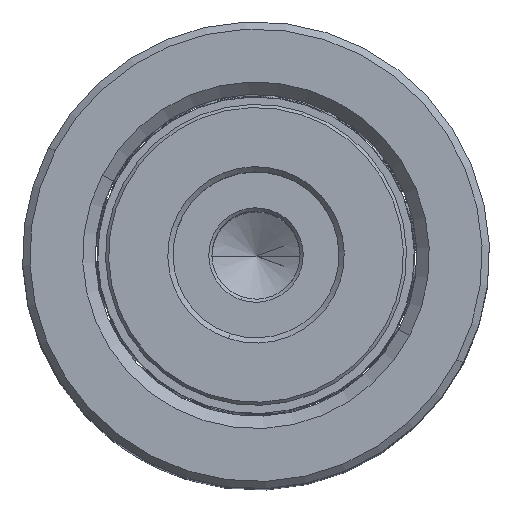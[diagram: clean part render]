
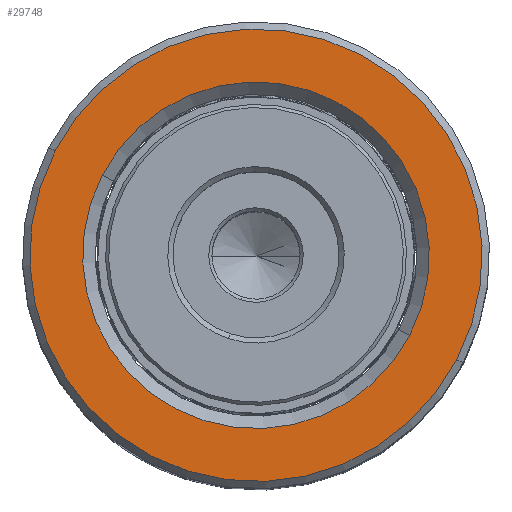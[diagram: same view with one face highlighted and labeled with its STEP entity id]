
A CAD part, top view. The second image highlights one B-rep face of the part: STEP entity #29748.
In plain terms, the highlighted planar face has unit normal (0, 0, 1).
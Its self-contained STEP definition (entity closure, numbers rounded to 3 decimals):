
#120 = DIRECTION ( 'NONE',  ( 0., 0., -1. ) ) ;
#198 = EDGE_CURVE ( 'NONE', #1432, #15144, #20699, .T. ) ;
#968 = VERTEX_POINT ( 'NONE', #30800 ) ;
#1032 = DIRECTION ( 'NONE',  ( 0., 0., 1. ) ) ;
#1062 = ORIENTED_EDGE ( 'NONE', *, *, #198, .T. ) ;
#1432 = VERTEX_POINT ( 'NONE', #17537 ) ;
#1730 = CIRCLE ( 'NONE', #34818, 16.7 ) ;
#2085 = DIRECTION ( 'NONE',  ( 0., 0., 1. ) ) ;
#2394 = AXIS2_PLACEMENT_3D ( 'NONE', #37435, #40653, #8312 ) ;
#7356 = CIRCLE ( 'NONE', #15093, 16.7 ) ;
#8312 = DIRECTION ( 'NONE',  ( 1., 0., 0. ) ) ;
#9910 = CIRCLE ( 'NONE', #26540, 21.8 ) ;
#10903 = CARTESIAN_POINT ( 'NONE',  ( 0., 0., 80. ) ) ;
#11590 = DIRECTION ( 'NONE',  ( 1., 0., 0. ) ) ;
#13627 = VERTEX_POINT ( 'NONE', #37245 ) ;
#14144 = DIRECTION ( 'NONE',  ( 1., 0., 0. ) ) ;
#14392 = CARTESIAN_POINT ( 'NONE',  ( 0., 0., 80. ) ) ;
#15093 = AXIS2_PLACEMENT_3D ( 'NONE', #10903, #35987, #14144 ) ;
#15144 = VERTEX_POINT ( 'NONE', #40331 ) ;
#17069 = CARTESIAN_POINT ( 'NONE',  ( 0., 0., 80. ) ) ;
#17537 = CARTESIAN_POINT ( 'NONE',  ( -21.8, 0., 80. ) ) ;
#17847 = PLANE ( 'NONE',  #37651 ) ;
#19079 = CARTESIAN_POINT ( 'NONE',  ( 0., 0., 80. ) ) ;
#20699 = CIRCLE ( 'NONE', #2394, 21.8 ) ;
#21313 = EDGE_CURVE ( 'NONE', #968, #13627, #1730, .T. ) ;
#21374 = ORIENTED_EDGE ( 'NONE', *, *, #33578, .T. ) ;
#22430 = DIRECTION ( 'NONE',  ( 1., 0., 0. ) ) ;
#24759 = EDGE_LOOP ( 'NONE', ( #1062, #31976 ) ) ;
#26540 = AXIS2_PLACEMENT_3D ( 'NONE', #17069, #1032, #26566 ) ;
#26566 = DIRECTION ( 'NONE',  ( 1., 0., 0. ) ) ;
#29513 = EDGE_LOOP ( 'NONE', ( #21374, #38521 ) ) ;
#29748 = ADVANCED_FACE ( 'NONE', ( #33899, #40904 ), #17847, .T. ) ;
#30800 = CARTESIAN_POINT ( 'NONE',  ( -16.7, 0., 80. ) ) ;
#31976 = ORIENTED_EDGE ( 'NONE', *, *, #34605, .T. ) ;
#33578 = EDGE_CURVE ( 'NONE', #13627, #968, #7356, .T. ) ;
#33899 = FACE_OUTER_BOUND ( 'NONE', #24759, .T. ) ;
#34605 = EDGE_CURVE ( 'NONE', #15144, #1432, #9910, .T. ) ;
#34818 = AXIS2_PLACEMENT_3D ( 'NONE', #19079, #120, #22430 ) ;
#35987 = DIRECTION ( 'NONE',  ( 0., 0., -1. ) ) ;
#37245 = CARTESIAN_POINT ( 'NONE',  ( 16.7, 0., 80. ) ) ;
#37435 = CARTESIAN_POINT ( 'NONE',  ( 0., 0., 80. ) ) ;
#37651 = AXIS2_PLACEMENT_3D ( 'NONE', #14392, #2085, #11590 ) ;
#38521 = ORIENTED_EDGE ( 'NONE', *, *, #21313, .T. ) ;
#40331 = CARTESIAN_POINT ( 'NONE',  ( 21.8, 0., 80. ) ) ;
#40653 = DIRECTION ( 'NONE',  ( 0., 0., 1. ) ) ;
#40904 = FACE_BOUND ( 'NONE', #29513, .T. ) ;
